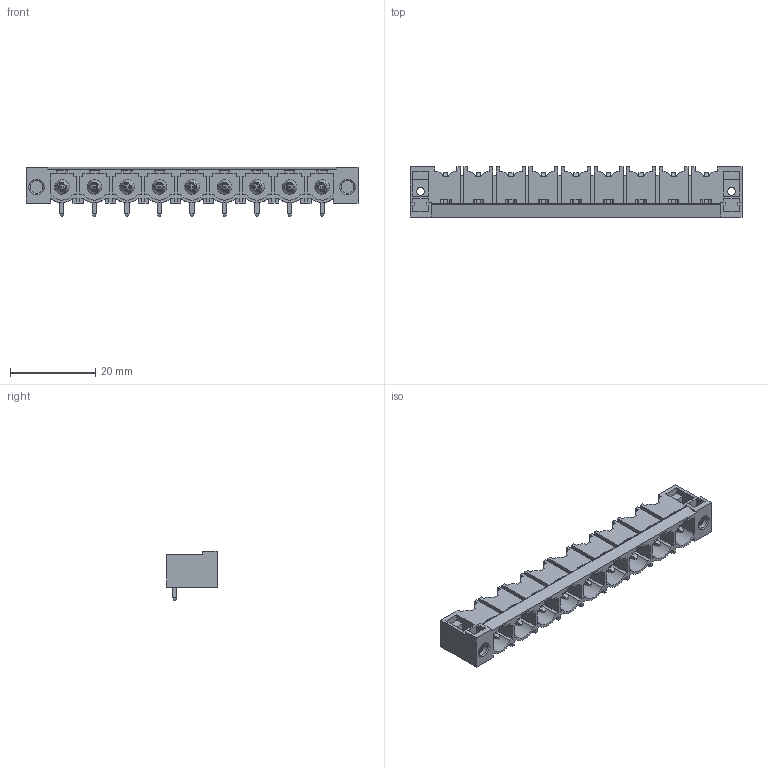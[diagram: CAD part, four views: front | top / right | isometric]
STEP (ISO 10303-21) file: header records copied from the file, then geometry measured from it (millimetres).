
FILE_DESCRIPTION(('CATIA V5 STEP Exchange','CAx-IF Rec.Pracs.--- Model Styling and Organization---1.2---2011-12-15'),'2;1');
FILE_NAME ('D1448664_0_1124370000_1124370000.stp','2018-11-14T13:55:05+00:00',('none'),('Weidmueller'),'CATIA Version 5-6 Release 2014','CATIA V5 STEP AP214','none');
FILE_SCHEMA(('AUTOMOTIVE_DESIGN { 1 0 10303 214 1 1 1 1 }'));
Length unit declared in the file: millimetre
Products named in the file (1): 1124370000
Bounding box: 77.76 x 11.75 x 11.6 mm (x, y, z)
Volume: 2978.3 mm3; surface area: 6999.8 mm2
Topology: 10 solids, 10 shells, 707 faces, 1967 edges, 1282 vertices
Faces by surface type: plane 579, cylinder 84, cone 26, torus 18
Entity records: 20217 total; most frequent: ORIENTED_EDGE 3934, CARTESIAN_POINT 3703, DIRECTION 2549, EDGE_CURVE 1949, VECTOR 1629, LINE 1629, VERTEX_POINT 1246, EDGE_LOOP 757
